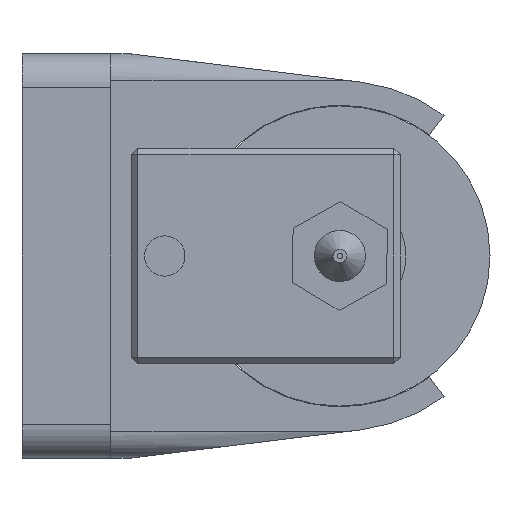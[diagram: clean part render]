
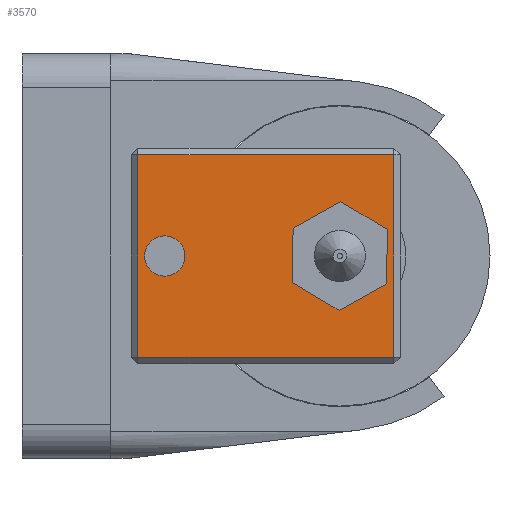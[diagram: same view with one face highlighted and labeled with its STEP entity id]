
A CAD part, front view. The second image highlights one B-rep face of the part: STEP entity #3570.
In plain terms, the highlighted planar face has unit normal (0, -1, 0).
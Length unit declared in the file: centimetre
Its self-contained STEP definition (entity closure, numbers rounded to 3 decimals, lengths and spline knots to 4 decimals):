
#58=VECTOR('',#4336,1.);
#59=VECTOR('',#4337,1.);
#60=VECTOR('',#4338,1.);
#61=VECTOR('',#4339,1.);
#234=LINE('',#5087,#58);
#235=LINE('',#5090,#59);
#236=LINE('',#5092,#60);
#237=LINE('',#5094,#61);
#1235=PLANE('',#3848);
#1418=VERTEX_POINT('',#5078);
#1421=VERTEX_POINT('',#5085);
#1422=VERTEX_POINT('',#5088);
#1423=VERTEX_POINT('',#5089);
#1424=VERTEX_POINT('',#5091);
#1425=VERTEX_POINT('',#5093);
#1679=CIRCLE('',#3843,0.15);
#1682=CIRCLE('',#3847,0.3);
#1839=EDGE_CURVE('',#1418,#1418,#1679,.T.);
#1842=EDGE_CURVE('',#1421,#1421,#1682,.T.);
#1843=EDGE_CURVE('',#1422,#1423,#234,.T.);
#1844=EDGE_CURVE('',#1424,#1422,#235,.T.);
#1845=EDGE_CURVE('',#1425,#1424,#236,.T.);
#1846=EDGE_CURVE('',#1423,#1425,#237,.T.);
#2274=ORIENTED_EDGE('',*,*,#1843,.F.);
#2275=ORIENTED_EDGE('',*,*,#1844,.F.);
#2276=ORIENTED_EDGE('',*,*,#1845,.F.);
#2277=ORIENTED_EDGE('',*,*,#1846,.F.);
#2278=ORIENTED_EDGE('',*,*,#1842,.T.);
#2279=ORIENTED_EDGE('',*,*,#1839,.T.);
#2973=EDGE_LOOP('',(#2274,#2275,#2276,#2277));
#2974=EDGE_LOOP('',(#2278));
#2975=EDGE_LOOP('',(#2279));
#3312=FACE_BOUND('',#2973,.T.);
#3313=FACE_BOUND('',#2974,.T.);
#3314=FACE_BOUND('',#2975,.T.);
#3570=ADVANCED_FACE('',(#3312,#3313,#3314),#1235,.T.);
#3843=AXIS2_PLACEMENT_3D('',#5077,#4325,#4326);
#3847=AXIS2_PLACEMENT_3D('',#5084,#4333,#4334);
#3848=AXIS2_PLACEMENT_3D('',#5086,#4335,$);
#4325=DIRECTION('',(0.,1.,0.));
#4326=DIRECTION('',(0.15,0.,0.));
#4333=DIRECTION('',(0.,1.,0.));
#4334=DIRECTION('',(0.3,0.,0.));
#4335=DIRECTION('',(0.,-1.,0.));
#4336=DIRECTION('',(-1.,0.,0.));
#4337=DIRECTION('',(0.,0.,-1.));
#4338=DIRECTION('',(1.,0.,0.));
#4339=DIRECTION('',(0.,0.,1.));
#5077=CARTESIAN_POINT('',(-1.3,-0.4,0.));
#5078=CARTESIAN_POINT('',(-1.45,-0.4,0.));
#5084=CARTESIAN_POINT('',(0.,-0.4,0.));
#5085=CARTESIAN_POINT('',(-0.3,-0.4,0.));
#5086=CARTESIAN_POINT('',(-0.55,-0.4,-0.8));
#5087=CARTESIAN_POINT('',(-0.55,-0.4,-0.75));
#5088=CARTESIAN_POINT('',(0.4,-0.4,-0.75));
#5089=CARTESIAN_POINT('',(-1.5,-0.4,-0.75));
#5090=CARTESIAN_POINT('',(0.4,-0.4,-0.8));
#5091=CARTESIAN_POINT('',(0.4,-0.4,0.75));
#5092=CARTESIAN_POINT('',(-0.55,-0.4,0.75));
#5093=CARTESIAN_POINT('',(-1.5,-0.4,0.75));
#5094=CARTESIAN_POINT('',(-1.5,-0.4,-0.8));
